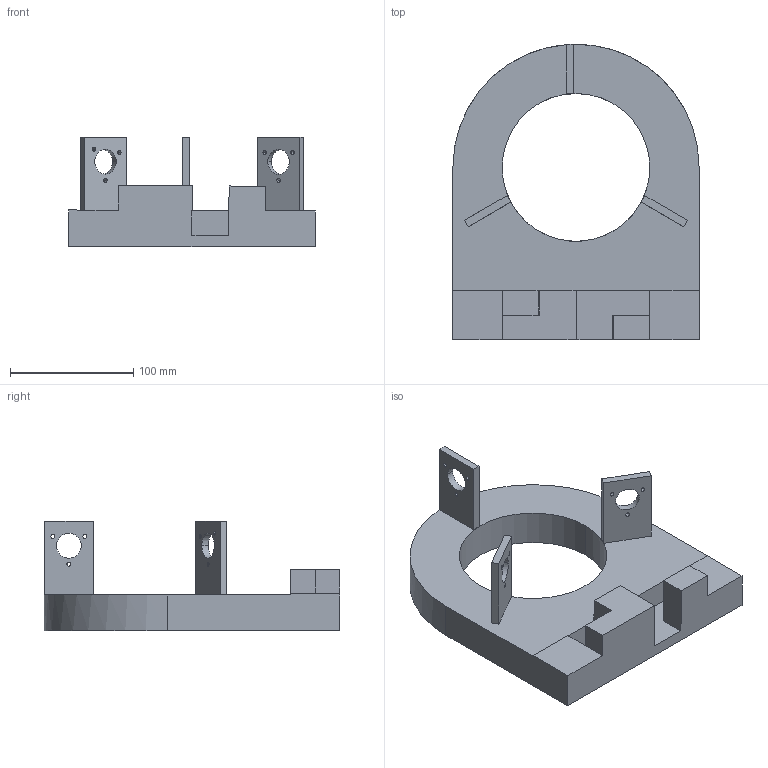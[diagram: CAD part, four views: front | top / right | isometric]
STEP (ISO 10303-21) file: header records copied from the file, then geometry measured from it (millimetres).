
FILE_DESCRIPTION (( 'STEP AP214' ), '1' );
FILE_NAME ('菁釱1.ST', '2023-10-31T10:48:56', ( '' ), ( '' ), 'SwSTEP 2.0', 'SolidWorks 2022', '' );
FILE_SCHEMA (( 'AUTOMOTIVE_DESIGN' ));
Length unit declared in the file: millimetre
Products named in the file (1): 底座1
Bounding box: 200 x 240 x 89.18 mm (x, y, z)
Volume: 326689.4 mm3; surface area: 165707 mm2
Topology: 1 solids, 1 shells, 94 faces, 259 edges, 170 vertices
Faces by surface type: plane 64, cylinder 30
Entity records: 3069 total; most frequent: CARTESIAN_POINT 524, ORIENTED_EDGE 518, DIRECTION 513, EDGE_CURVE 259, LINE 195, VECTOR 195, VERTEX_POINT 170, AXIS2_PLACEMENT_3D 159
